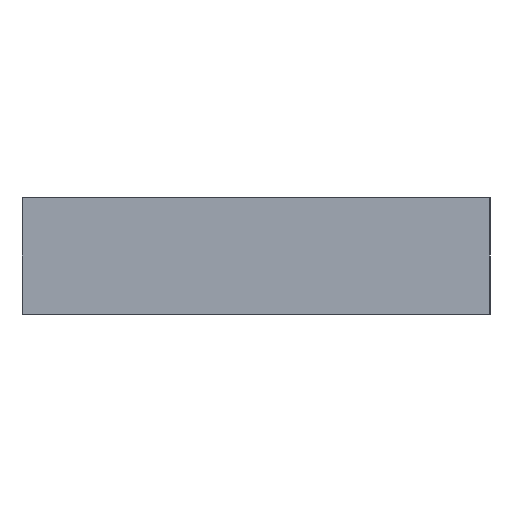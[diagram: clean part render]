
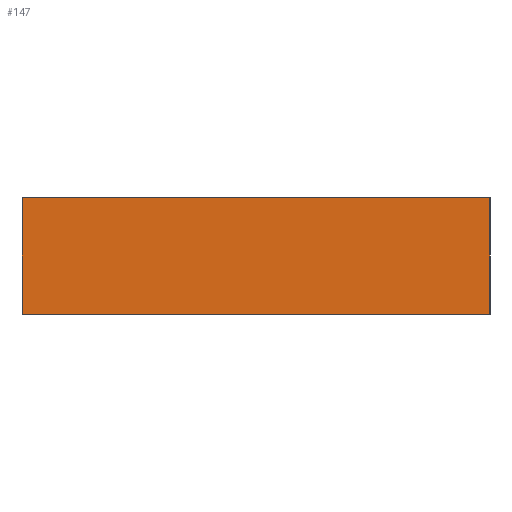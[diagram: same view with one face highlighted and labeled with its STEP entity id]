
A CAD part, left-side view. The second image highlights one B-rep face of the part: STEP entity #147.
In plain terms, the highlighted planar face has unit normal (-1, 0, 0).
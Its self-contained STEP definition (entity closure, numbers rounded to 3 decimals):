
#5 = VECTOR ( 'NONE', #278, 1000. ) ;
#18 = VECTOR ( 'NONE', #245, 1000. ) ;
#21 = LINE ( 'NONE', #277, #5 ) ;
#24 = FACE_OUTER_BOUND ( 'NONE', #27, .T. ) ;
#27 = EDGE_LOOP ( 'NONE', ( #111, #110, #109, #108 ) ) ;
#30 = LINE ( 'NONE', #283, #77 ) ;
#47 = VECTOR ( 'NONE', #276, 1000. ) ;
#54 = LINE ( 'NONE', #182, #18 ) ;
#70 = LINE ( 'NONE', #275, #47 ) ;
#77 = VECTOR ( 'NONE', #284, 1000. ) ;
#108 = ORIENTED_EDGE ( 'NONE', *, *, #305, .T. ) ;
#109 = ORIENTED_EDGE ( 'NONE', *, *, #333, .F. ) ;
#110 = ORIENTED_EDGE ( 'NONE', *, *, #334, .F. ) ;
#111 = ORIENTED_EDGE ( 'NONE', *, *, #337, .T. ) ;
#147 = ADVANCED_FACE ( 'NONE', ( #24 ), #232, .F. ) ;
#155 = VERTEX_POINT ( 'NONE', #177 ) ;
#156 = VERTEX_POINT ( 'NONE', #205 ) ;
#165 = VERTEX_POINT ( 'NONE', #186 ) ;
#167 = VERTEX_POINT ( 'NONE', #233 ) ;
#177 = CARTESIAN_POINT ( 'NONE',  ( -374.697, 19.493, 5. ) ) ;
#182 = CARTESIAN_POINT ( 'NONE',  ( -374.697, 39.493, 5. ) ) ;
#186 = CARTESIAN_POINT ( 'NONE',  ( -374.697, 39.493, 0. ) ) ;
#192 = CARTESIAN_POINT ( 'NONE',  ( -374.697, 19.493, 5. ) ) ;
#205 = CARTESIAN_POINT ( 'NONE',  ( -374.697, 39.493, 5. ) ) ;
#232 = PLANE ( 'NONE',  #329 ) ;
#233 = CARTESIAN_POINT ( 'NONE',  ( -374.697, 19.493, 0. ) ) ;
#242 = DIRECTION ( 'NONE',  ( 1., 0., 0. ) ) ;
#243 = DIRECTION ( 'NONE',  ( 0., 0., -1. ) ) ;
#245 = DIRECTION ( 'NONE',  ( 0., 0., -1. ) ) ;
#275 = CARTESIAN_POINT ( 'NONE',  ( -374.697, 19.493, 5. ) ) ;
#276 = DIRECTION ( 'NONE',  ( 0., -1., 0. ) ) ;
#277 = CARTESIAN_POINT ( 'NONE',  ( -374.697, 19.493, 5. ) ) ;
#278 = DIRECTION ( 'NONE',  ( 0., 0., -1. ) ) ;
#283 = CARTESIAN_POINT ( 'NONE',  ( -374.697, 19.493, 0. ) ) ;
#284 = DIRECTION ( 'NONE',  ( 0., -1., 0. ) ) ;
#305 = EDGE_CURVE ( 'NONE', #156, #165, #54, .T. ) ;
#329 = AXIS2_PLACEMENT_3D ( 'NONE', #192, #242, #243 ) ;
#333 = EDGE_CURVE ( 'NONE', #156, #155, #70, .T. ) ;
#334 = EDGE_CURVE ( 'NONE', #155, #167, #21, .T. ) ;
#337 = EDGE_CURVE ( 'NONE', #165, #167, #30, .T. ) ;
